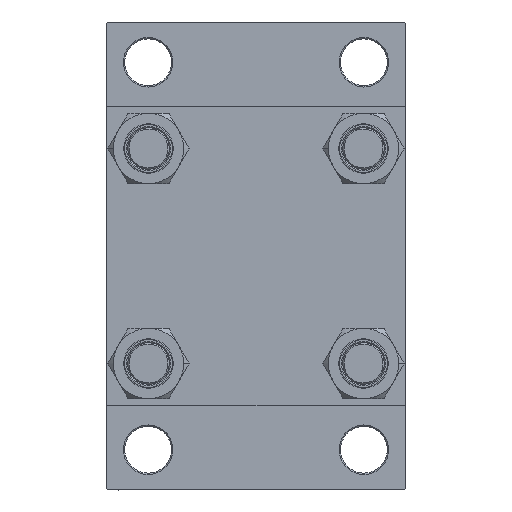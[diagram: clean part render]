
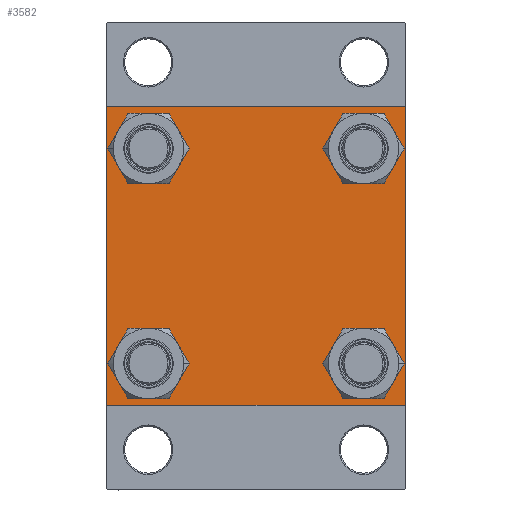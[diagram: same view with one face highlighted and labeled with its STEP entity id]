
A CAD part, left-side view. The second image highlights one B-rep face of the part: STEP entity #3582.
In plain terms, the highlighted planar face has unit normal (-1, 0, 0).
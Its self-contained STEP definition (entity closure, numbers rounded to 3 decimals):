
#435 = AXIS2_PLACEMENT_3D ( 'NONE', #32695, #14233, #28599 ) ;
#1289 = FACE_OUTER_BOUND ( 'NONE', #24285, .T. ) ;
#1537 = EDGE_CURVE ( 'NONE', #7524, #32543, #37762, .T. ) ;
#2235 = VECTOR ( 'NONE', #9833, 1000. ) ;
#2382 = EDGE_CURVE ( 'NONE', #30900, #34812, #41759, .T. ) ;
#2497 = ORIENTED_EDGE ( 'NONE', *, *, #35177, .T. ) ;
#2749 = CARTESIAN_POINT ( 'NONE',  ( 0., -41.35, -32.85 ) ) ;
#2789 = DIRECTION ( 'NONE',  ( 1., 0., 0. ) ) ;
#3519 = AXIS2_PLACEMENT_3D ( 'NONE', #25605, #37020, #22654 ) ;
#3582 = ADVANCED_FACE ( 'NONE', ( #46069, #27115, #31468, #9103, #1289 ), #20528, .T. ) ;
#3593 = DIRECTION ( 'NONE',  ( 0., 0.707, 0.707 ) ) ;
#4773 = CARTESIAN_POINT ( 'NONE',  ( 0., 41.35, -32.85 ) ) ;
#5541 = CARTESIAN_POINT ( 'NONE',  ( 0., 41.35, -41.35 ) ) ;
#6097 = ORIENTED_EDGE ( 'NONE', *, *, #11332, .F. ) ;
#6274 = CARTESIAN_POINT ( 'NONE',  ( 0., -57., -57.5 ) ) ;
#6385 = ORIENTED_EDGE ( 'NONE', *, *, #42824, .T. ) ;
#6933 = DIRECTION ( 'NONE',  ( 1., 0., 0. ) ) ;
#7524 = VERTEX_POINT ( 'NONE', #37991 ) ;
#8602 = VERTEX_POINT ( 'NONE', #32131 ) ;
#8852 = DIRECTION ( 'NONE',  ( 0., 0., 1. ) ) ;
#9101 = AXIS2_PLACEMENT_3D ( 'NONE', #38669, #31119, #45713 ) ;
#9103 = FACE_BOUND ( 'NONE', #24761, .T. ) ;
#9833 = DIRECTION ( 'NONE',  ( 0., -0.707, -0.707 ) ) ;
#9933 = DIRECTION ( 'NONE',  ( 1., 0., 0. ) ) ;
#9971 = DIRECTION ( 'NONE',  ( 1., 0., 0. ) ) ;
#10554 = CARTESIAN_POINT ( 'NONE',  ( 0., 57.25, -57.25 ) ) ;
#10590 = ORIENTED_EDGE ( 'NONE', *, *, #34085, .T. ) ;
#10756 = DIRECTION ( 'NONE',  ( 0., -1., 0. ) ) ;
#11332 = EDGE_CURVE ( 'NONE', #37303, #28606, #48058, .T. ) ;
#11340 = EDGE_CURVE ( 'NONE', #21546, #37422, #37394, .T. ) ;
#11953 = EDGE_CURVE ( 'NONE', #8602, #37876, #36306, .T. ) ;
#12674 = ORIENTED_EDGE ( 'NONE', *, *, #1537, .T. ) ;
#13277 = CARTESIAN_POINT ( 'NONE',  ( 0., 41.35, 41.35 ) ) ;
#13406 = CARTESIAN_POINT ( 'NONE',  ( 0., -57.25, -57.25 ) ) ;
#14103 = DIRECTION ( 'NONE',  ( 0., 0., 1. ) ) ;
#14233 = DIRECTION ( 'NONE',  ( 1., 0., 0. ) ) ;
#14557 = AXIS2_PLACEMENT_3D ( 'NONE', #13277, #2789, #32006 ) ;
#14718 = CARTESIAN_POINT ( 'NONE',  ( 0., 57.5, 57.5 ) ) ;
#14948 = CARTESIAN_POINT ( 'NONE',  ( 0., -41.35, 41.35 ) ) ;
#16501 = VERTEX_POINT ( 'NONE', #6274 ) ;
#16629 = DIRECTION ( 'NONE',  ( -1., 0., 0. ) ) ;
#16852 = AXIS2_PLACEMENT_3D ( 'NONE', #27834, #16629, #8852 ) ;
#17196 = CARTESIAN_POINT ( 'NONE',  ( 0., 57., -57.5 ) ) ;
#17891 = DIRECTION ( 'NONE',  ( 0., -1., 0. ) ) ;
#18329 = VERTEX_POINT ( 'NONE', #4773 ) ;
#18410 = CIRCLE ( 'NONE', #45587, 8.5 ) ;
#18701 = CARTESIAN_POINT ( 'NONE',  ( 0., 41.35, -49.85 ) ) ;
#18883 = VERTEX_POINT ( 'NONE', #19704 ) ;
#19062 = CIRCLE ( 'NONE', #3519, 8.5 ) ;
#19234 = VECTOR ( 'NONE', #3593, 1000. ) ;
#19704 = CARTESIAN_POINT ( 'NONE',  ( 0., -57.5, -57. ) ) ;
#20314 = VECTOR ( 'NONE', #17891, 1000. ) ;
#20528 = PLANE ( 'NONE',  #16852 ) ;
#20885 = LINE ( 'NONE', #31341, #27672 ) ;
#21546 = VERTEX_POINT ( 'NONE', #45183 ) ;
#21880 = EDGE_LOOP ( 'NONE', ( #26401, #34597 ) ) ;
#22097 = CARTESIAN_POINT ( 'NONE',  ( 0., 41.35, 49.85 ) ) ;
#22098 = LINE ( 'NONE', #40121, #19234 ) ;
#22306 = VERTEX_POINT ( 'NONE', #18701 ) ;
#22484 = VERTEX_POINT ( 'NONE', #17196 ) ;
#22654 = DIRECTION ( 'NONE',  ( 0., 0., 1. ) ) ;
#22929 = ORIENTED_EDGE ( 'NONE', *, *, #2382, .T. ) ;
#23408 = EDGE_CURVE ( 'NONE', #37422, #21546, #19062, .T. ) ;
#24054 = DIRECTION ( 'NONE',  ( 0., 0., 1. ) ) ;
#24285 = EDGE_LOOP ( 'NONE', ( #22929, #2497, #28121, #44371, #42481, #25794, #6097, #6385 ) ) ;
#24761 = EDGE_LOOP ( 'NONE', ( #45322, #28114 ) ) ;
#25267 = DIRECTION ( 'NONE',  ( 0., 0., -1. ) ) ;
#25382 = VECTOR ( 'NONE', #27398, 1000. ) ;
#25605 = CARTESIAN_POINT ( 'NONE',  ( 0., -41.35, 41.35 ) ) ;
#25794 = ORIENTED_EDGE ( 'NONE', *, *, #32374, .T. ) ;
#26108 = CARTESIAN_POINT ( 'NONE',  ( 0., 57.5, 57. ) ) ;
#26266 = CARTESIAN_POINT ( 'NONE',  ( 0., 57., 57.5 ) ) ;
#26282 = EDGE_LOOP ( 'NONE', ( #35393, #35724 ) ) ;
#26317 = CARTESIAN_POINT ( 'NONE',  ( 0., 57.5, -57.5 ) ) ;
#26401 = ORIENTED_EDGE ( 'NONE', *, *, #42809, .T. ) ;
#26545 = LINE ( 'NONE', #26317, #40555 ) ;
#27115 = FACE_BOUND ( 'NONE', #40541, .T. ) ;
#27332 = EDGE_CURVE ( 'NONE', #22306, #18329, #18410, .T. ) ;
#27398 = DIRECTION ( 'NONE',  ( 0., 0., -1. ) ) ;
#27627 = CARTESIAN_POINT ( 'NONE',  ( 0., 57.5, 57.5 ) ) ;
#27672 = VECTOR ( 'NONE', #27941, 1000. ) ;
#27834 = CARTESIAN_POINT ( 'NONE',  ( 0., 0., 0. ) ) ;
#27941 = DIRECTION ( 'NONE',  ( 0., 0.707, -0.707 ) ) ;
#28114 = ORIENTED_EDGE ( 'NONE', *, *, #11953, .T. ) ;
#28121 = ORIENTED_EDGE ( 'NONE', *, *, #39430, .T. ) ;
#28213 = EDGE_CURVE ( 'NONE', #37876, #8602, #44828, .T. ) ;
#28599 = DIRECTION ( 'NONE',  ( 0., 0., 1. ) ) ;
#28606 = VERTEX_POINT ( 'NONE', #29098 ) ;
#29098 = CARTESIAN_POINT ( 'NONE',  ( 0., -57., 57.5 ) ) ;
#29790 = CARTESIAN_POINT ( 'NONE',  ( 0., 57.5, -57. ) ) ;
#29795 = DIRECTION ( 'NONE',  ( 0., 0., 1. ) ) ;
#30900 = VERTEX_POINT ( 'NONE', #26108 ) ;
#31119 = DIRECTION ( 'NONE',  ( 1., 0., 0. ) ) ;
#31341 = CARTESIAN_POINT ( 'NONE',  ( 0., 57.25, 57.25 ) ) ;
#31468 = FACE_BOUND ( 'NONE', #21880, .T. ) ;
#32006 = DIRECTION ( 'NONE',  ( 0., 0., 1. ) ) ;
#32131 = CARTESIAN_POINT ( 'NONE',  ( 0., 41.35, 32.85 ) ) ;
#32374 = EDGE_CURVE ( 'NONE', #45200, #28606, #22098, .T. ) ;
#32473 = LINE ( 'NONE', #10554, #2235 ) ;
#32543 = VERTEX_POINT ( 'NONE', #2749 ) ;
#32695 = CARTESIAN_POINT ( 'NONE',  ( 0., -41.35, -41.35 ) ) ;
#33425 = CARTESIAN_POINT ( 'NONE',  ( 0., -57.5, 57. ) ) ;
#34085 = EDGE_CURVE ( 'NONE', #32543, #7524, #45720, .T. ) ;
#34597 = ORIENTED_EDGE ( 'NONE', *, *, #27332, .T. ) ;
#34812 = VERTEX_POINT ( 'NONE', #29790 ) ;
#34995 = DIRECTION ( 'NONE',  ( 0., 0., 1. ) ) ;
#35177 = EDGE_CURVE ( 'NONE', #34812, #22484, #32473, .T. ) ;
#35393 = ORIENTED_EDGE ( 'NONE', *, *, #11340, .T. ) ;
#35724 = ORIENTED_EDGE ( 'NONE', *, *, #23408, .T. ) ;
#35955 = CARTESIAN_POINT ( 'NONE',  ( 0., 41.35, -41.35 ) ) ;
#36217 = AXIS2_PLACEMENT_3D ( 'NONE', #35955, #9933, #24054 ) ;
#36306 = CIRCLE ( 'NONE', #14557, 8.5 ) ;
#37020 = DIRECTION ( 'NONE',  ( 1., 0., 0. ) ) ;
#37303 = VERTEX_POINT ( 'NONE', #26266 ) ;
#37394 = CIRCLE ( 'NONE', #39736, 8.5 ) ;
#37422 = VERTEX_POINT ( 'NONE', #46167 ) ;
#37737 = CIRCLE ( 'NONE', #36217, 8.5 ) ;
#37762 = CIRCLE ( 'NONE', #435, 8.5 ) ;
#37876 = VERTEX_POINT ( 'NONE', #22097 ) ;
#37955 = AXIS2_PLACEMENT_3D ( 'NONE', #47194, #9971, #14103 ) ;
#37991 = CARTESIAN_POINT ( 'NONE',  ( 0., -41.35, -49.85 ) ) ;
#38669 = CARTESIAN_POINT ( 'NONE',  ( 0., 41.35, 41.35 ) ) ;
#39430 = EDGE_CURVE ( 'NONE', #22484, #16501, #26545, .T. ) ;
#39736 = AXIS2_PLACEMENT_3D ( 'NONE', #14948, #6933, #29795 ) ;
#40121 = CARTESIAN_POINT ( 'NONE',  ( 0., -57.25, 57.25 ) ) ;
#40541 = EDGE_LOOP ( 'NONE', ( #10590, #12674 ) ) ;
#40555 = VECTOR ( 'NONE', #10756, 1000. ) ;
#40916 = VECTOR ( 'NONE', #43580, 1000. ) ;
#41068 = CARTESIAN_POINT ( 'NONE',  ( 0., -57.5, 57.5 ) ) ;
#41759 = LINE ( 'NONE', #27627, #25382 ) ;
#42481 = ORIENTED_EDGE ( 'NONE', *, *, #46148, .F. ) ;
#42809 = EDGE_CURVE ( 'NONE', #18329, #22306, #37737, .T. ) ;
#42824 = EDGE_CURVE ( 'NONE', #37303, #30900, #20885, .T. ) ;
#43303 = EDGE_CURVE ( 'NONE', #16501, #18883, #46976, .T. ) ;
#43580 = DIRECTION ( 'NONE',  ( 0., -0.707, 0.707 ) ) ;
#44371 = ORIENTED_EDGE ( 'NONE', *, *, #43303, .T. ) ;
#44828 = CIRCLE ( 'NONE', #9101, 8.5 ) ;
#45183 = CARTESIAN_POINT ( 'NONE',  ( 0., -41.35, 49.85 ) ) ;
#45200 = VERTEX_POINT ( 'NONE', #33425 ) ;
#45322 = ORIENTED_EDGE ( 'NONE', *, *, #28213, .T. ) ;
#45537 = VECTOR ( 'NONE', #25267, 1000. ) ;
#45587 = AXIS2_PLACEMENT_3D ( 'NONE', #5541, #45943, #34995 ) ;
#45713 = DIRECTION ( 'NONE',  ( 0., 0., 1. ) ) ;
#45720 = CIRCLE ( 'NONE', #37955, 8.5 ) ;
#45943 = DIRECTION ( 'NONE',  ( 1., 0., 0. ) ) ;
#46069 = FACE_BOUND ( 'NONE', #26282, .T. ) ;
#46148 = EDGE_CURVE ( 'NONE', #45200, #18883, #47656, .T. ) ;
#46167 = CARTESIAN_POINT ( 'NONE',  ( 0., -41.35, 32.85 ) ) ;
#46976 = LINE ( 'NONE', #13406, #40916 ) ;
#47194 = CARTESIAN_POINT ( 'NONE',  ( 0., -41.35, -41.35 ) ) ;
#47656 = LINE ( 'NONE', #41068, #45537 ) ;
#48058 = LINE ( 'NONE', #14718, #20314 ) ;
